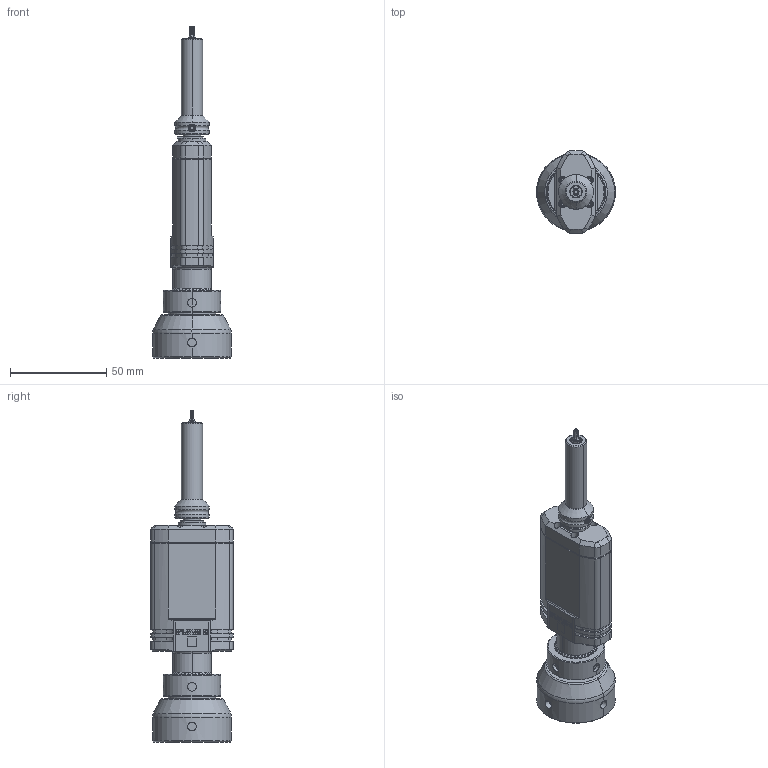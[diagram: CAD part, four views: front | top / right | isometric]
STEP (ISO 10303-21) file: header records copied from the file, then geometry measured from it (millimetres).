
FILE_DESCRIPTION((''),'2;1');
FILE_NAME('EXT_COMP_SW0010','2022-07-11T19:50:47',('INEdipo'),(''),'CREO PARAMETRIC BY PTC INC, 2020281','CREO PARAMETRIC BY PTC INC, 2020281','');
FILE_SCHEMA(('CONFIG_CONTROL_DESIGN'));
Length unit declared in the file: inch
Products named in the file (1): EXT_COMP_SW0010
Bounding box: 41 x 42.97 x 172.57 mm (x, y, z)
Volume: 96398.4 mm3; surface area: 19714.9 mm2
Topology: 1 solids, 1 shells, 1130 faces, 3056 edges, 1984 vertices
Faces by surface type: plane 582, cylinder 340, extrusion 94, cone 86, torus 14, bspline 14
Entity records: 38493 total; most frequent: CARTESIAN_POINT 10289, ORIENTED_EDGE 6112, DIRECTION 5480, EDGE_CURVE 3056, VECTOR 1992, VERTEX_POINT 1984, LINE 1898, AXIS2_PLACEMENT_3D 1744
